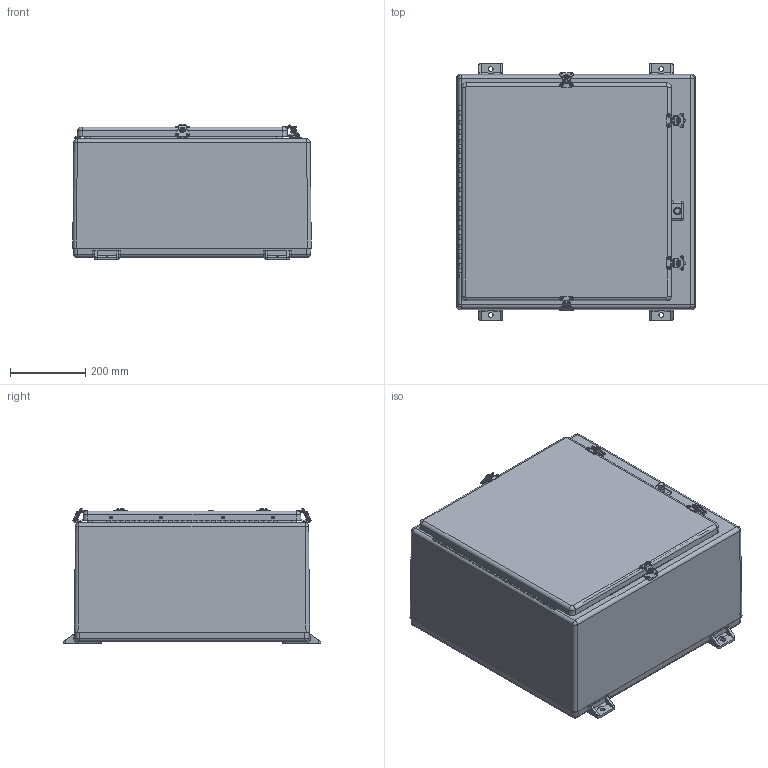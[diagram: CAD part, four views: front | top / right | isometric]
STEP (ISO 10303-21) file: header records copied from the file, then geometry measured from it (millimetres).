
FILE_DESCRIPTION (( 'STEP AP214' ), '1' );
FILE_NAME ('T242412HWT.STEP', '2018-11-08T13:27:08', ( '' ), ( '' ), 'SwSTEP 2.0', 'SolidWorks 2018', '' );
FILE_SCHEMA (( 'AUTOMOTIVE_DESIGN' ));
Length unit declared in the file: inch
Products named in the file (1): T242412HWT
Bounding box: 634.51 x 685.8 x 361.71 mm (x, y, z)
Volume: 8946601.4 mm3; surface area: 3740033.4 mm2
Topology: 56 solids, 56 shells, 1475 faces, 3571 edges, 2196 vertices
Faces by surface type: cylinder 590, plane 564, bspline 237, cone 44, torus 40
Full cylindrical faces by diameter (mm): 1.587 x4, 1.588 x12, 1.651 x8, 3.175 x37, 3.302 x48, 3.429 x8, 3.5 x8, 3.556 x16, 3.683 x2, 3.969 x8, 4.762 x8, 5.08 x8, 5.105 x1, 5.11 x1, 6.35 x1, 7.137 x6, 7.544 x8, 8.64 x2, 10.312 x1, 12.954 x2, 12.959 x2, 14.3 x4
Entity records: 71567 total; most frequent: CARTESIAN_POINT 19253, DIRECTION 6525, ORIENTED_EDGE 6416, EDGE_CURVE 3208, AXIS2_PLACEMENT_3D 2485, VERTEX_POINT 2151, EDGE_LOOP 2069, FACE_OUTER_BOUND 1731
